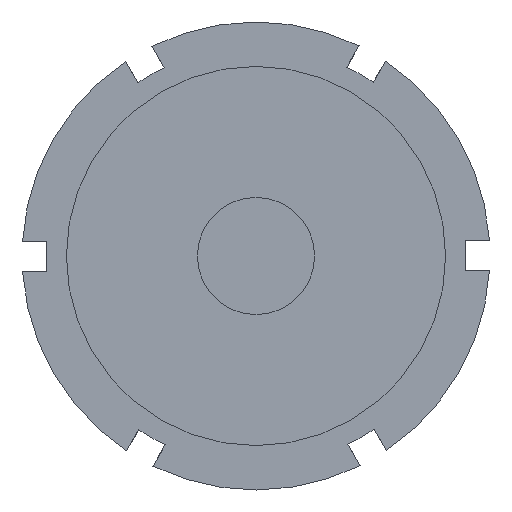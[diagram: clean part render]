
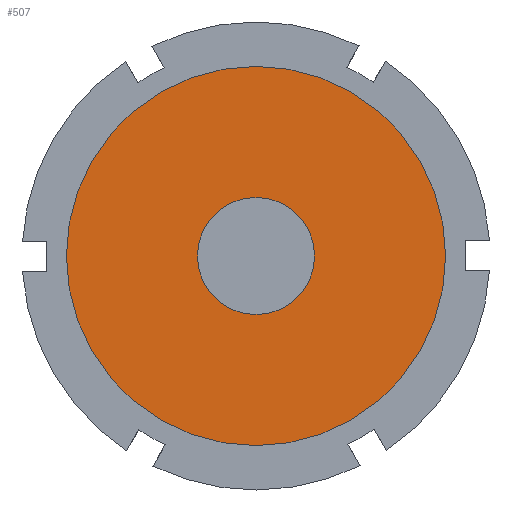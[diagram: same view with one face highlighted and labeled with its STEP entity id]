
A CAD part, front view. The second image highlights one B-rep face of the part: STEP entity #507.
In plain terms, the highlighted planar face has unit normal (0, -1, 0).
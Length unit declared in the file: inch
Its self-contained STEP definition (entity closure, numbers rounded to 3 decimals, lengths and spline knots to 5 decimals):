
#62=FACE_BOUND('',#123,.T.);
#90=FACE_OUTER_BOUND('',#122,.T.);
#122=EDGE_LOOP('',(#437));
#123=EDGE_LOOP('',(#438));
#159=CIRCLE('',#576,0.38891);
#160=CIRCLE('',#578,0.12);
#235=VERTEX_POINT('',#1294);
#236=VERTEX_POINT('',#1297);
#311=EDGE_CURVE('',#235,#235,#159,.T.);
#312=EDGE_CURVE('',#236,#236,#160,.T.);
#437=ORIENTED_EDGE('',*,*,#311,.F.);
#438=ORIENTED_EDGE('',*,*,#312,.F.);
#479=PLANE('',#577);
#507=ADVANCED_FACE('',(#90,#62),#479,.F.);
#576=AXIS2_PLACEMENT_3D('',#1295,#687,#688);
#577=AXIS2_PLACEMENT_3D('',#1296,#689,#690);
#578=AXIS2_PLACEMENT_3D('',#1298,#691,#692);
#687=DIRECTION('center_axis',(0.,1.,0.));
#688=DIRECTION('ref_axis',(1.,0.,0.));
#689=DIRECTION('center_axis',(0.,1.,0.));
#690=DIRECTION('ref_axis',(0.,0.,1.));
#691=DIRECTION('center_axis',(0.,-1.,0.));
#692=DIRECTION('ref_axis',(1.,0.,0.));
#1294=CARTESIAN_POINT('',(-0.38891,0.26,0.));
#1295=CARTESIAN_POINT('Origin',(0.,0.26,0.));
#1296=CARTESIAN_POINT('Origin',(0.,0.26,0.));
#1297=CARTESIAN_POINT('',(-0.12,0.26,0.));
#1298=CARTESIAN_POINT('Origin',(0.,0.26,0.));
